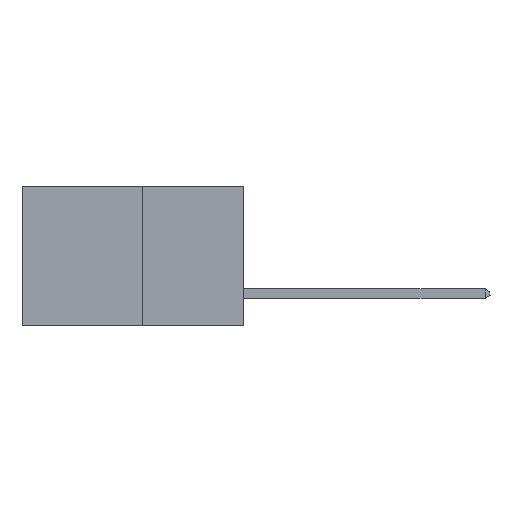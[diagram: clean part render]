
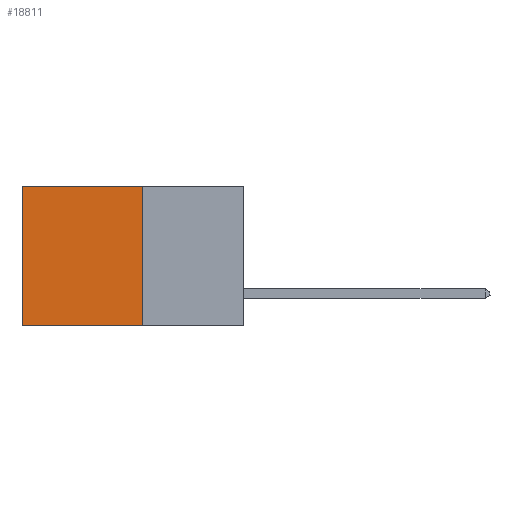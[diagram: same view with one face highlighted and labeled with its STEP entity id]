
A CAD part, left-side view. The second image highlights one B-rep face of the part: STEP entity #18811.
In plain terms, the highlighted planar face has unit normal (-1, 0, 0).
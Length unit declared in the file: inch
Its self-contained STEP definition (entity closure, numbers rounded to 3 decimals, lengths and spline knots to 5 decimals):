
#259 = EDGE_CURVE ( 'NONE', #3400, #12411, #33323, .T. ) ;
#572 = VECTOR ( 'NONE', #22519, 39.37008 ) ;
#954 = EDGE_LOOP ( 'NONE', ( #3899, #28888, #11840, #20658 ) ) ;
#1273 = VECTOR ( 'NONE', #9595, 39.37008 ) ;
#2057 = CARTESIAN_POINT ( 'NONE',  ( 0.277, 0.27, -0.37 ) ) ;
#3113 = CARTESIAN_POINT ( 'NONE',  ( 0.277, 0.27, -0.37 ) ) ;
#3400 = VERTEX_POINT ( 'NONE', #13443 ) ;
#3899 = ORIENTED_EDGE ( 'NONE', *, *, #24722, .T. ) ;
#4679 = DIRECTION ( 'NONE',  ( 0., 0., -1. ) ) ;
#6124 = DIRECTION ( 'NONE',  ( 0., 0., -1. ) ) ;
#6994 = CARTESIAN_POINT ( 'NONE',  ( 0.277, 0.27, 0. ) ) ;
#7279 = CARTESIAN_POINT ( 'NONE',  ( 0.277, 0.59, 0. ) ) ;
#7351 = VERTEX_POINT ( 'NONE', #7279 ) ;
#8051 = FACE_OUTER_BOUND ( 'NONE', #954, .T. ) ;
#9595 = DIRECTION ( 'NONE',  ( 0., 1., 0. ) ) ;
#11840 = ORIENTED_EDGE ( 'NONE', *, *, #259, .F. ) ;
#12411 = VERTEX_POINT ( 'NONE', #3113 ) ;
#12822 = VECTOR ( 'NONE', #6124, 39.37008 ) ;
#13443 = CARTESIAN_POINT ( 'NONE',  ( 0.277, 0.27, 0. ) ) ;
#13555 = VECTOR ( 'NONE', #31669, 39.37008 ) ;
#14821 = CARTESIAN_POINT ( 'NONE',  ( 0.277, 0.59, -0.37 ) ) ;
#17211 = AXIS2_PLACEMENT_3D ( 'NONE', #2057, #20088, #4679 ) ;
#17519 = PLANE ( 'NONE',  #17211 ) ;
#18811 = ADVANCED_FACE ( 'NONE', ( #8051 ), #17519, .F. ) ;
#20088 = DIRECTION ( 'NONE',  ( 1., 0., 0. ) ) ;
#20658 = ORIENTED_EDGE ( 'NONE', *, *, #28837, .T. ) ;
#21200 = CARTESIAN_POINT ( 'NONE',  ( 0.277, 0.27, -0.37 ) ) ;
#21203 = LINE ( 'NONE', #29144, #13555 ) ;
#21260 = VERTEX_POINT ( 'NONE', #25391 ) ;
#21922 = LINE ( 'NONE', #6994, #1273 ) ;
#22519 = DIRECTION ( 'NONE',  ( 0., 0., -1. ) ) ;
#24722 = EDGE_CURVE ( 'NONE', #7351, #21260, #28112, .T. ) ;
#25391 = CARTESIAN_POINT ( 'NONE',  ( 0.277, 0.59, -0.37 ) ) ;
#27212 = EDGE_CURVE ( 'NONE', #12411, #21260, #21203, .T. ) ;
#28112 = LINE ( 'NONE', #14821, #572 ) ;
#28837 = EDGE_CURVE ( 'NONE', #3400, #7351, #21922, .T. ) ;
#28888 = ORIENTED_EDGE ( 'NONE', *, *, #27212, .F. ) ;
#29144 = CARTESIAN_POINT ( 'NONE',  ( 0.277, 0.27, -0.37 ) ) ;
#31669 = DIRECTION ( 'NONE',  ( 0., 1., 0. ) ) ;
#33323 = LINE ( 'NONE', #21200, #12822 ) ;
